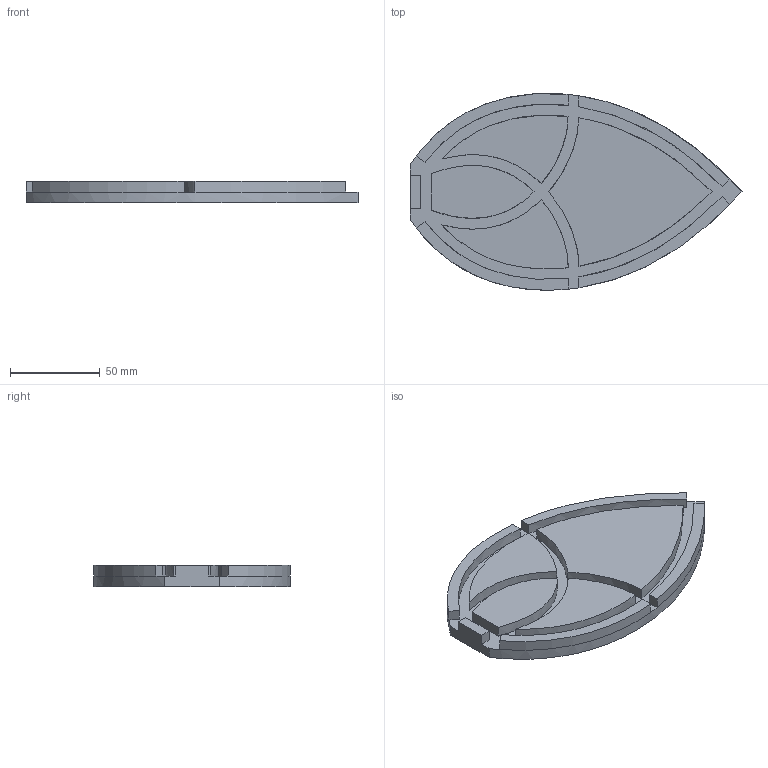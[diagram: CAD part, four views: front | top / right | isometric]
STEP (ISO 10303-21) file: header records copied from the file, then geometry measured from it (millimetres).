
FILE_DESCRIPTION(/* description */ (''),/* implementation_level */ '2;1');
FILE_NAME(/* name */ 'michell-cir v3.step',/* time_stamp */ '2025-05-23T19:57:25+02:00',/* author */ (''),/* organization */ (''),/* preprocessor_version */ 'ST-DEVELOPER v20.1',/* originating_system */ 'Autodesk Translation Framework v14.4.0.0',/* authorisation */ '');
FILE_SCHEMA (('AUTOMOTIVE_DESIGN { 1 0 10303 214 3 1 1 }'));
Length unit declared in the file: millimetre
Products named in the file (2): michell-cir; Truss Mold
Assembly tree (1 placements, depth 2):
  michell-cir
    Truss Mold
Bounding box: 184.77 x 109.43 x 12 mm (x, y, z)
Volume: 152725.5 mm3; surface area: 41843 mm2
Topology: 1 solids, 1 shells, 46 faces, 112 edges, 72 vertices
Faces by surface type: plane 24, bspline 22
Entity records: 2342 total; most frequent: CARTESIAN_POINT 1363, ORIENTED_EDGE 224, DIRECTION 114, EDGE_CURVE 112, VERTEX_POINT 72, LINE 60, VECTOR 60, EDGE_LOOP 50
